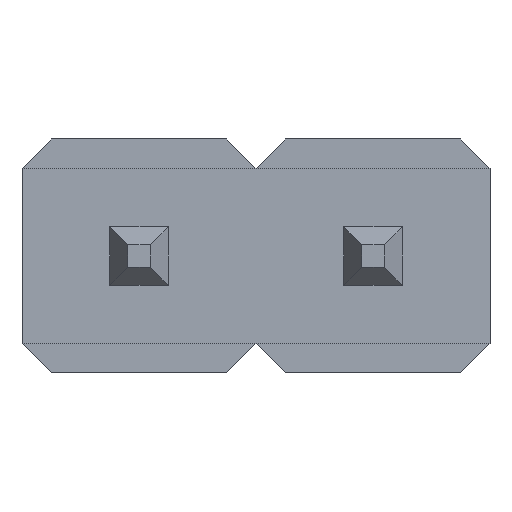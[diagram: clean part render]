
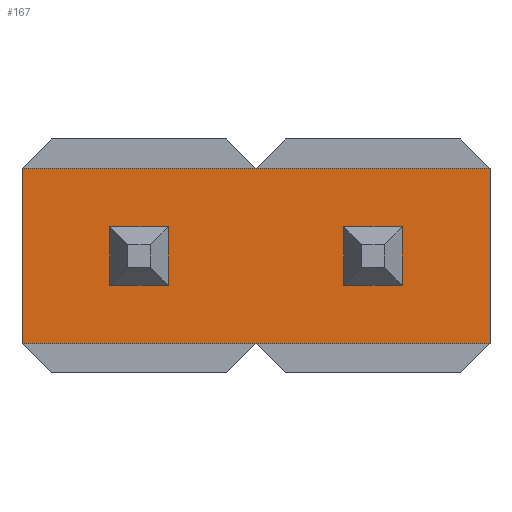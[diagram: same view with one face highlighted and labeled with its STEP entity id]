
A CAD part, front view. The second image highlights one B-rep face of the part: STEP entity #167.
In plain terms, the highlighted planar face has unit normal (0, -1, 0).
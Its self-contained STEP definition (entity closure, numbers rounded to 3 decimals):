
#167=ADVANCED_FACE('',(#357,#358,#359),#360,.F.);
#357=FACE_OUTER_BOUND('',#716,.T.);
#358=FACE_BOUND('',#717,.T.);
#359=FACE_BOUND('',#718,.T.);
#360=PLANE('',#719);
#716=EDGE_LOOP('',(#1105,#1106,#1107,#1108,#1109,#1110));
#717=EDGE_LOOP('',(#1111,#1112,#1113,#1114));
#718=EDGE_LOOP('',(#1115,#1116,#1117,#1118));
#719=AXIS2_PLACEMENT_3D('',#1119,#1120,#1121);
#1105=ORIENTED_EDGE('',*,*,#2332,.T.);
#1106=ORIENTED_EDGE('',*,*,#2335,.F.);
#1107=ORIENTED_EDGE('',*,*,#2336,.F.);
#1108=ORIENTED_EDGE('',*,*,#2319,.F.);
#1109=ORIENTED_EDGE('',*,*,#2337,.T.);
#1110=ORIENTED_EDGE('',*,*,#2326,.T.);
#1111=ORIENTED_EDGE('',*,*,#2338,.T.);
#1112=ORIENTED_EDGE('',*,*,#2339,.T.);
#1113=ORIENTED_EDGE('',*,*,#2340,.T.);
#1114=ORIENTED_EDGE('',*,*,#2341,.T.);
#1115=ORIENTED_EDGE('',*,*,#2342,.T.);
#1116=ORIENTED_EDGE('',*,*,#2343,.T.);
#1117=ORIENTED_EDGE('',*,*,#2344,.T.);
#1118=ORIENTED_EDGE('',*,*,#2345,.T.);
#1119=CARTESIAN_POINT('',(3.2,-1.25,-0.75));
#1120=DIRECTION('',(-0.0,1.0,0.0));
#1121=DIRECTION('',(1.0,0.0,0.0));
#2319=EDGE_CURVE('',#2694,#2696,#2697,.T.);
#2326=EDGE_CURVE('',#2709,#2707,#2710,.T.);
#2332=EDGE_CURVE('',#2707,#2720,#2721,.T.);
#2335=EDGE_CURVE('',#2724,#2720,#2725,.T.);
#2336=EDGE_CURVE('',#2696,#2724,#2726,.T.);
#2337=EDGE_CURVE('',#2694,#2709,#2727,.T.);
#2338=EDGE_CURVE('',#2728,#2729,#2730,.T.);
#2339=EDGE_CURVE('',#2729,#2731,#2732,.T.);
#2340=EDGE_CURVE('',#2731,#2733,#2734,.T.);
#2341=EDGE_CURVE('',#2733,#2728,#2735,.T.);
#2342=EDGE_CURVE('',#2736,#2737,#2738,.T.);
#2343=EDGE_CURVE('',#2737,#2739,#2740,.T.);
#2344=EDGE_CURVE('',#2739,#2741,#2742,.T.);
#2345=EDGE_CURVE('',#2741,#2736,#2743,.T.);
#2694=VERTEX_POINT('',#3272);
#2696=VERTEX_POINT('',#3275);
#2697=LINE('',#3276,#3277);
#2707=VERTEX_POINT('',#3292);
#2709=VERTEX_POINT('',#3295);
#2710=LINE('',#3296,#3297);
#2720=VERTEX_POINT('',#3312);
#2721=LINE('',#3313,#3314);
#2724=VERTEX_POINT('',#3319);
#2725=LINE('',#3320,#3321);
#2726=LINE('',#3322,#3323);
#2727=LINE('',#3324,#3325);
#2728=VERTEX_POINT('',#3326);
#2729=VERTEX_POINT('',#3327);
#2730=LINE('',#3328,#3329);
#2731=VERTEX_POINT('',#3330);
#2732=LINE('',#3331,#3332);
#2733=VERTEX_POINT('',#3333);
#2734=LINE('',#3334,#3335);
#2735=LINE('',#3336,#3337);
#2736=VERTEX_POINT('',#3338);
#2737=VERTEX_POINT('',#3339);
#2738=LINE('',#3340,#3341);
#2739=VERTEX_POINT('',#3342);
#2740=LINE('',#3343,#3344);
#2741=VERTEX_POINT('',#3345);
#2742=LINE('',#3346,#3347);
#2743=LINE('',#3348,#3349);
#3272=CARTESIAN_POINT('',(5.0,-1.25,-0.75));
#3275=CARTESIAN_POINT('',(3.0,-1.25,-0.75));
#3276=CARTESIAN_POINT('',(5.0,-1.25,-0.75));
#3277=VECTOR('',#4201,2.0);
#3292=CARTESIAN_POINT('',(3.0,-1.25,0.75));
#3295=CARTESIAN_POINT('',(5.0,-1.25,0.75));
#3296=CARTESIAN_POINT('',(5.0,-1.25,0.75));
#3297=VECTOR('',#4208,2.0);
#3312=CARTESIAN_POINT('',(1.0,-1.25,0.75));
#3313=CARTESIAN_POINT('',(3.0,-1.25,0.75));
#3314=VECTOR('',#4214,2.0);
#3319=CARTESIAN_POINT('',(1.0,-1.25,-0.75));
#3320=CARTESIAN_POINT('',(1.0,-1.25,-0.75));
#3321=VECTOR('',#4217,1.5);
#3322=CARTESIAN_POINT('',(3.0,-1.25,-0.75));
#3323=VECTOR('',#4218,2.0);
#3324=CARTESIAN_POINT('',(5.0,-1.25,-0.75));
#3325=VECTOR('',#4219,1.5);
#3326=CARTESIAN_POINT('',(1.785,-1.25,0.215));
#3327=CARTESIAN_POINT('',(2.215,-1.25,0.215));
#3328=CARTESIAN_POINT('',(1.785,-1.25,0.215));
#3329=VECTOR('',#4220,0.43);
#3330=CARTESIAN_POINT('',(2.215,-1.25,-0.215));
#3331=CARTESIAN_POINT('',(2.215,-1.25,0.215));
#3332=VECTOR('',#4221,0.43);
#3333=CARTESIAN_POINT('',(1.785,-1.25,-0.215));
#3334=CARTESIAN_POINT('',(2.215,-1.25,-0.215));
#3335=VECTOR('',#4222,0.43);
#3336=CARTESIAN_POINT('',(1.785,-1.25,-0.215));
#3337=VECTOR('',#4223,0.43);
#3338=CARTESIAN_POINT('',(3.785,-1.25,0.215));
#3339=CARTESIAN_POINT('',(4.215,-1.25,0.215));
#3340=CARTESIAN_POINT('',(3.785,-1.25,0.215));
#3341=VECTOR('',#4224,0.43);
#3342=CARTESIAN_POINT('',(4.215,-1.25,-0.215));
#3343=CARTESIAN_POINT('',(4.215,-1.25,0.215));
#3344=VECTOR('',#4225,0.43);
#3345=CARTESIAN_POINT('',(3.785,-1.25,-0.215));
#3346=CARTESIAN_POINT('',(4.215,-1.25,-0.215));
#3347=VECTOR('',#4226,0.43);
#3348=CARTESIAN_POINT('',(3.785,-1.25,-0.215));
#3349=VECTOR('',#4227,0.43);
#4201=DIRECTION('',(-1.0,0.0,0.0));
#4208=DIRECTION('',(-1.0,0.0,0.0));
#4214=DIRECTION('',(-1.0,0.0,0.0));
#4217=DIRECTION('',(0.0,0.0,1.0));
#4218=DIRECTION('',(-1.0,0.0,0.0));
#4219=DIRECTION('',(0.0,0.0,1.0));
#4220=DIRECTION('',(1.0,0.0,0.0));
#4221=DIRECTION('',(0.0,0.0,-1.0));
#4222=DIRECTION('',(-1.0,0.0,0.0));
#4223=DIRECTION('',(0.0,0.0,1.0));
#4224=DIRECTION('',(1.0,0.0,0.0));
#4225=DIRECTION('',(0.0,0.0,-1.0));
#4226=DIRECTION('',(-1.0,0.0,0.0));
#4227=DIRECTION('',(0.0,0.0,1.0));
